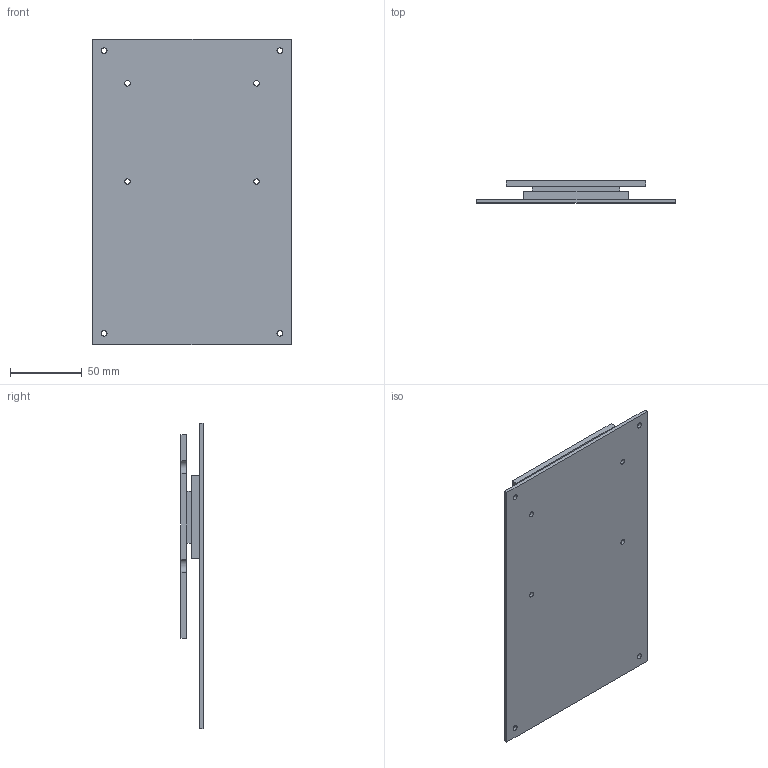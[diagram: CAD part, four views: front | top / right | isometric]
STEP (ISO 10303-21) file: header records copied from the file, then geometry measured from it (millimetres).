
FILE_DESCRIPTION(('STEP AP214'),'1');
FILE_NAME('simplified_CAD.stp','2024-11-19T20:34:30',(' '),(' '),'Spatial InterOp 3D',' ',' ');
FILE_SCHEMA(('AUTOMOTIVE_DESIGN { 1 0 10303 214 1 1 1 1 }'));
Length unit declared in the file: metre
Products named in the file (5): NV_MODULE; PCB_OUTLINE; CHIP; simplified_CAD; 3DVC
Assembly tree (4 placements, depth 3):
  simplified_CAD
    NV_MODULE
      PCB_OUTLINE
      CHIP
    3DVC
Bounding box: 138.5 x 15.41 x 213 mm (x, y, z)
Volume: 156064.5 mm3; surface area: 100610.9 mm2
Topology: 3 solids, 3 shells, 55 faces, 144 edges, 96 vertices
Faces by surface type: plane 35, cylinder 20
Entity records: 2373 total; most frequent: DIRECTION 306, CARTESIAN_POINT 301, ORIENTED_EDGE 288, EDGE_CURVE 144, LINE 104, VECTOR 104, STYLED_ITEM 103, PRESENTATION_STYLE_ASSIGNMENT 103
